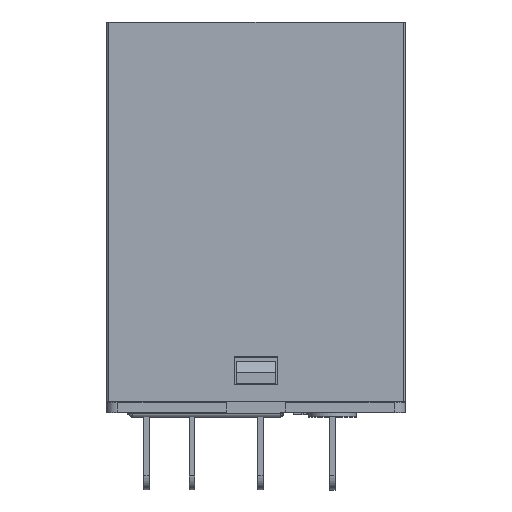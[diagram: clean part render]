
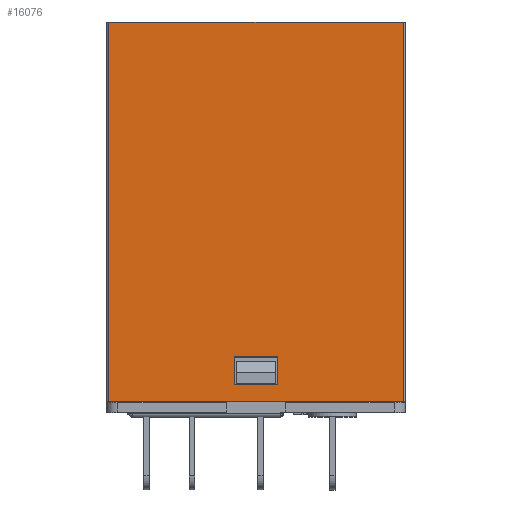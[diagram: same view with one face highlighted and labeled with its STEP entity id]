
A CAD part, top view. The second image highlights one B-rep face of the part: STEP entity #16076.
In plain terms, the highlighted planar face has unit normal (0, 0, 1).
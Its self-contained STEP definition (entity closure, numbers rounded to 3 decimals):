
#70 = VERTEX_POINT ( 'NONE', #11902 ) ;
#779 = LINE ( 'NONE', #5762, #6111 ) ;
#1024 = CARTESIAN_POINT ( 'NONE',  ( -1.95, 1.2, 10.5 ) ) ;
#1126 = FACE_BOUND ( 'NONE', #8984, .T. ) ;
#1389 = VECTOR ( 'NONE', #7845, 1000. ) ;
#1474 = ORIENTED_EDGE ( 'NONE', *, *, #6650, .F. ) ;
#2000 = VERTEX_POINT ( 'NONE', #5527 ) ;
#2049 = DIRECTION ( 'NONE',  ( 0., -1., 0. ) ) ;
#2159 = CARTESIAN_POINT ( 'NONE',  ( 1.95, 3.7, 10.5 ) ) ;
#2167 = LINE ( 'NONE', #7151, #3244 ) ;
#2588 = AXIS2_PLACEMENT_3D ( 'NONE', #16062, #4885, #9865 ) ;
#2866 = CARTESIAN_POINT ( 'NONE',  ( 13.3, -0.3, 10.5 ) ) ;
#2878 = DIRECTION ( 'NONE',  ( 1., 0., 0. ) ) ;
#3244 = VECTOR ( 'NONE', #12120, 1000. ) ;
#4010 = EDGE_CURVE ( 'NONE', #8298, #2000, #779, .T. ) ;
#4051 = EDGE_CURVE ( 'NONE', #70, #14389, #2167, .T. ) ;
#4307 = VECTOR ( 'NONE', #7141, 1000. ) ;
#4322 = CARTESIAN_POINT ( 'NONE',  ( -13.3, 34., 10.5 ) ) ;
#4649 = ORIENTED_EDGE ( 'NONE', *, *, #5338, .F. ) ;
#4885 = DIRECTION ( 'NONE',  ( 0., 0., -1. ) ) ;
#5338 = EDGE_CURVE ( 'NONE', #2000, #5714, #14032, .T. ) ;
#5473 = CARTESIAN_POINT ( 'NONE',  ( 13.3, 34., 10.5 ) ) ;
#5527 = CARTESIAN_POINT ( 'NONE',  ( 13.3, -0.3, 10.5 ) ) ;
#5714 = VERTEX_POINT ( 'NONE', #6502 ) ;
#5762 = CARTESIAN_POINT ( 'NONE',  ( 13.3, 34., 10.5 ) ) ;
#5887 = EDGE_LOOP ( 'NONE', ( #13503, #4649, #9683, #13277 ) ) ;
#6012 = DIRECTION ( 'NONE',  ( 1., 0., 0. ) ) ;
#6111 = VECTOR ( 'NONE', #10728, 1000. ) ;
#6116 = FACE_OUTER_BOUND ( 'NONE', #5887, .T. ) ;
#6502 = CARTESIAN_POINT ( 'NONE',  ( -13.3, -0.3, 10.5 ) ) ;
#6628 = CARTESIAN_POINT ( 'NONE',  ( -13.3, 34., 10.5 ) ) ;
#6650 = EDGE_CURVE ( 'NONE', #12282, #70, #12208, .T. ) ;
#7070 = VERTEX_POINT ( 'NONE', #9901 ) ;
#7141 = DIRECTION ( 'NONE',  ( -1., 0., 0. ) ) ;
#7151 = CARTESIAN_POINT ( 'NONE',  ( 1.95, 34., 10.5 ) ) ;
#7597 = CARTESIAN_POINT ( 'NONE',  ( -1.95, 1.2, 10.5 ) ) ;
#7794 = EDGE_CURVE ( 'NONE', #14389, #7070, #13324, .T. ) ;
#7845 = DIRECTION ( 'NONE',  ( -1., 0., 0. ) ) ;
#8252 = LINE ( 'NONE', #13218, #8789 ) ;
#8298 = VERTEX_POINT ( 'NONE', #5473 ) ;
#8532 = VECTOR ( 'NONE', #2878, 1000. ) ;
#8789 = VECTOR ( 'NONE', #2049, 1000. ) ;
#8984 = EDGE_LOOP ( 'NONE', ( #10427, #10943, #9733, #1474 ) ) ;
#9078 = LINE ( 'NONE', #14043, #8532 ) ;
#9299 = DIRECTION ( 'NONE',  ( 0., 1., 0. ) ) ;
#9683 = ORIENTED_EDGE ( 'NONE', *, *, #4010, .F. ) ;
#9733 = ORIENTED_EDGE ( 'NONE', *, *, #4051, .F. ) ;
#9865 = DIRECTION ( 'NONE',  ( -1., 0., 0. ) ) ;
#9901 = CARTESIAN_POINT ( 'NONE',  ( -1.95, 3.7, 10.5 ) ) ;
#10427 = ORIENTED_EDGE ( 'NONE', *, *, #13272, .F. ) ;
#10533 = EDGE_CURVE ( 'NONE', #13177, #8298, #9078, .T. ) ;
#10728 = DIRECTION ( 'NONE',  ( 0., -1., 0. ) ) ;
#10943 = ORIENTED_EDGE ( 'NONE', *, *, #7794, .F. ) ;
#11002 = CARTESIAN_POINT ( 'NONE',  ( 1.95, 3.7, 10.5 ) ) ;
#11083 = PLANE ( 'NONE',  #2588 ) ;
#11820 = EDGE_CURVE ( 'NONE', #5714, #13177, #15493, .T. ) ;
#11902 = CARTESIAN_POINT ( 'NONE',  ( 1.95, 1.2, 10.5 ) ) ;
#12120 = DIRECTION ( 'NONE',  ( 0., 1., 0. ) ) ;
#12208 = LINE ( 'NONE', #1024, #13138 ) ;
#12282 = VERTEX_POINT ( 'NONE', #7597 ) ;
#13138 = VECTOR ( 'NONE', #6012, 1000. ) ;
#13177 = VERTEX_POINT ( 'NONE', #6628 ) ;
#13218 = CARTESIAN_POINT ( 'NONE',  ( -1.95, 34., 10.5 ) ) ;
#13272 = EDGE_CURVE ( 'NONE', #7070, #12282, #8252, .T. ) ;
#13277 = ORIENTED_EDGE ( 'NONE', *, *, #10533, .F. ) ;
#13324 = LINE ( 'NONE', #2159, #4307 ) ;
#13503 = ORIENTED_EDGE ( 'NONE', *, *, #11820, .F. ) ;
#14032 = LINE ( 'NONE', #2866, #1389 ) ;
#14043 = CARTESIAN_POINT ( 'NONE',  ( 13.5, 34., 10.5 ) ) ;
#14389 = VERTEX_POINT ( 'NONE', #11002 ) ;
#14806 = VECTOR ( 'NONE', #9299, 1000. ) ;
#15493 = LINE ( 'NONE', #4322, #14806 ) ;
#16062 = CARTESIAN_POINT ( 'NONE',  ( -13.5, 34., 10.5 ) ) ;
#16076 = ADVANCED_FACE ( 'NONE', ( #1126, #6116 ), #11083, .F. ) ;
